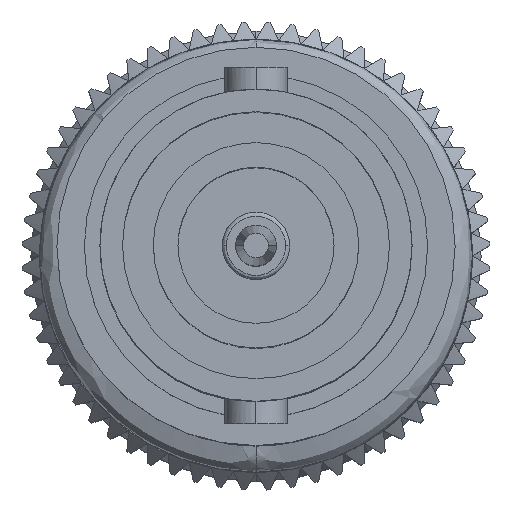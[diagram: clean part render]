
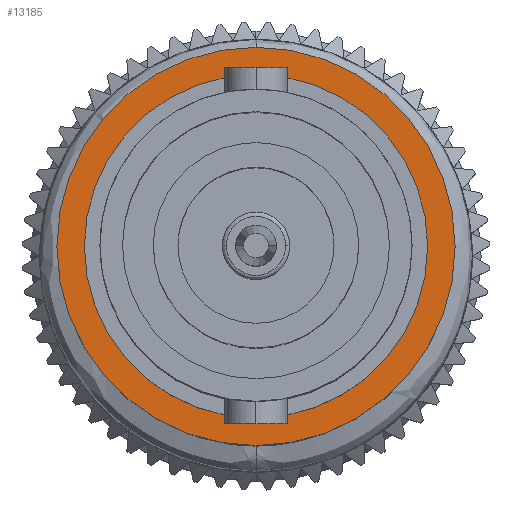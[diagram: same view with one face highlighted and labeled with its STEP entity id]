
A CAD part, top view. The second image highlights one B-rep face of the part: STEP entity #13185.
In plain terms, the highlighted face is planar.
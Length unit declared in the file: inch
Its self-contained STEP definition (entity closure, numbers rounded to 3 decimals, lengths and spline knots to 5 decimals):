
#852 = VERTEX_POINT ( 'NONE', #2457 ) ;
#941 = ORIENTED_EDGE ( 'NONE', *, *, #6483, .F. ) ;
#1609 = DIRECTION ( 'NONE',  ( 0., 0., -1. ) ) ;
#1725 = EDGE_CURVE ( 'NONE', #852, #23478, #18946, .T. ) ;
#1798 = CARTESIAN_POINT ( 'NONE',  ( 0.85935, 0., 0.24241 ) ) ;
#2270 = EDGE_LOOP ( 'NONE', ( #941, #23030 ) ) ;
#2457 = CARTESIAN_POINT ( 'NONE',  ( 0.85935, 0., -0.20893 ) ) ;
#3429 = ORIENTED_EDGE ( 'NONE', *, *, #1725, .T. ) ;
#3510 = DIRECTION ( 'NONE',  ( 1., 0., 0. ) ) ;
#3529 = CARTESIAN_POINT ( 'NONE',  ( 0.85935, 0., 0. ) ) ;
#3766 = AXIS2_PLACEMENT_3D ( 'NONE', #22213, #20303, #20182 ) ;
#3962 = DIRECTION ( 'NONE',  ( 0., 0., -1. ) ) ;
#4262 = EDGE_CURVE ( 'NONE', #23478, #852, #24228, .T. ) ;
#4267 = DIRECTION ( 'NONE',  ( 1., 0., 0. ) ) ;
#5931 = VERTEX_POINT ( 'NONE', #1798 ) ;
#6483 = EDGE_CURVE ( 'NONE', #20721, #5931, #20623, .T. ) ;
#7526 = EDGE_LOOP ( 'NONE', ( #3429, #10603 ) ) ;
#7989 = AXIS2_PLACEMENT_3D ( 'NONE', #15174, #3510, #1609 ) ;
#10352 = CARTESIAN_POINT ( 'NONE',  ( 0.85935, 0., -0.24241 ) ) ;
#10603 = ORIENTED_EDGE ( 'NONE', *, *, #4262, .T. ) ;
#10676 = CIRCLE ( 'NONE', #11955, 0.24241 ) ;
#10868 = DIRECTION ( 'NONE',  ( 1., 0., 0. ) ) ;
#11955 = AXIS2_PLACEMENT_3D ( 'NONE', #3529, #10868, #14679 ) ;
#12050 = DIRECTION ( 'NONE',  ( 1., 0., 0. ) ) ;
#12535 = FACE_BOUND ( 'NONE', #7526, .T. ) ;
#13185 = ADVANCED_FACE ( 'NONE', ( #12535, #18525 ), #16734, .T. ) ;
#14679 = DIRECTION ( 'NONE',  ( 0., 0., -1. ) ) ;
#15174 = CARTESIAN_POINT ( 'NONE',  ( 0.85935, 0., 0. ) ) ;
#15562 = CARTESIAN_POINT ( 'NONE',  ( 0.85935, 0., 0. ) ) ;
#16734 = PLANE ( 'NONE',  #3766 ) ;
#18040 = CARTESIAN_POINT ( 'NONE',  ( 0.85935, 0., 0. ) ) ;
#18525 = FACE_OUTER_BOUND ( 'NONE', #2270, .T. ) ;
#18946 = CIRCLE ( 'NONE', #7989, 0.20893 ) ;
#19343 = AXIS2_PLACEMENT_3D ( 'NONE', #18040, #12050, #3962 ) ;
#19891 = DIRECTION ( 'NONE',  ( 0., 0., -1. ) ) ;
#20182 = DIRECTION ( 'NONE',  ( 0., 0., 1. ) ) ;
#20303 = DIRECTION ( 'NONE',  ( -1., 0., 0. ) ) ;
#20623 = CIRCLE ( 'NONE', #23491, 0.24241 ) ;
#20721 = VERTEX_POINT ( 'NONE', #10352 ) ;
#21950 = EDGE_CURVE ( 'NONE', #5931, #20721, #10676, .T. ) ;
#22213 = CARTESIAN_POINT ( 'NONE',  ( 0.85935, 0.20893, 0. ) ) ;
#22569 = CARTESIAN_POINT ( 'NONE',  ( 0.85935, 0., 0.20893 ) ) ;
#23030 = ORIENTED_EDGE ( 'NONE', *, *, #21950, .F. ) ;
#23478 = VERTEX_POINT ( 'NONE', #22569 ) ;
#23491 = AXIS2_PLACEMENT_3D ( 'NONE', #15562, #4267, #19891 ) ;
#24228 = CIRCLE ( 'NONE', #19343, 0.20893 ) ;
